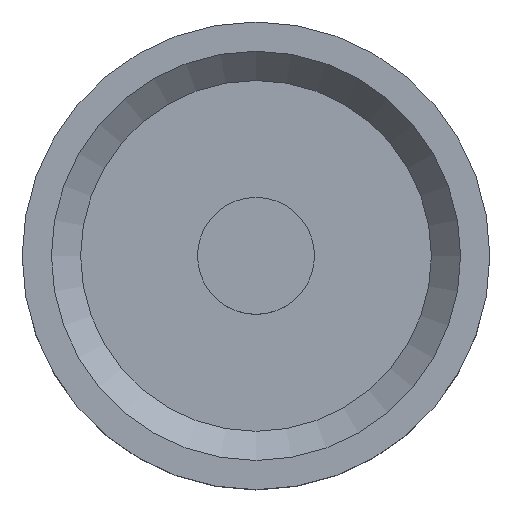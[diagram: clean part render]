
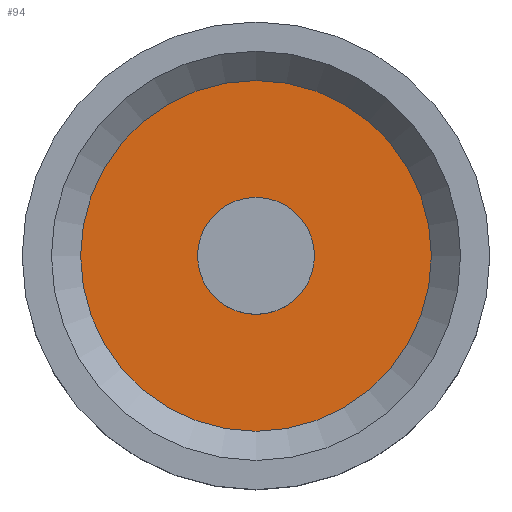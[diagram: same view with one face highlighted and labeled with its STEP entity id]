
A CAD part, top view. The second image highlights one B-rep face of the part: STEP entity #94.
In plain terms, the highlighted planar face has unit normal (0, 0, 1).
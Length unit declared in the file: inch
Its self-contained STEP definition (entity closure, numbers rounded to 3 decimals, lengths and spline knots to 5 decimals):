
#15=FACE_BOUND('',#40,.T.);
#25=PLANE('',#120);
#31=FACE_OUTER_BOUND('',#39,.T.);
#39=EDGE_LOOP('',(#81));
#40=EDGE_LOOP('',(#82));
#50=CIRCLE('',#113,1.);
#52=CIRCLE('',#117,3.);
#56=VERTEX_POINT('',#159);
#58=VERTEX_POINT('',#166);
#63=EDGE_CURVE('',#56,#56,#50,.T.);
#66=EDGE_CURVE('',#58,#58,#52,.T.);
#81=ORIENTED_EDGE('',*,*,#66,.F.);
#82=ORIENTED_EDGE('',*,*,#63,.T.);
#94=ADVANCED_FACE('',(#31,#15),#25,.T.);
#113=AXIS2_PLACEMENT_3D('',#161,#131,#132);
#117=AXIS2_PLACEMENT_3D('',#168,#140,#141);
#120=AXIS2_PLACEMENT_3D('',#172,#146,#147);
#131=DIRECTION('center_axis',(0.,0.,-1.));
#132=DIRECTION('ref_axis',(-1.,0.,0.));
#140=DIRECTION('center_axis',(0.,0.,-1.));
#141=DIRECTION('ref_axis',(-1.,0.,0.));
#146=DIRECTION('center_axis',(0.,0.,1.));
#147=DIRECTION('ref_axis',(-1.,0.,0.));
#159=CARTESIAN_POINT('',(1.,0.,2.5));
#161=CARTESIAN_POINT('Origin',(0.,0.,2.5));
#166=CARTESIAN_POINT('',(3.,0.,2.5));
#168=CARTESIAN_POINT('Origin',(0.,0.,2.5));
#172=CARTESIAN_POINT('Origin',(0.,0.,2.5));
